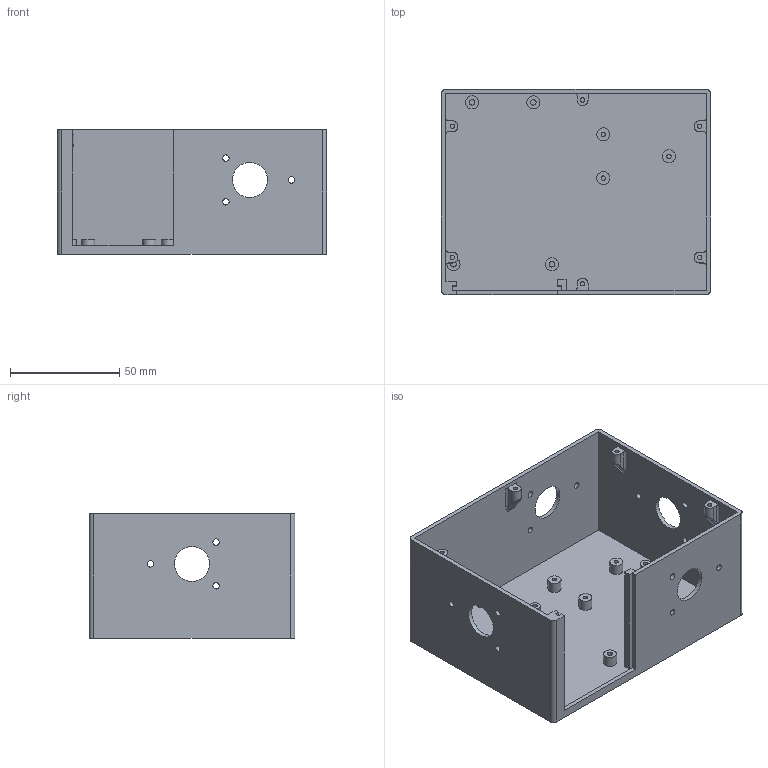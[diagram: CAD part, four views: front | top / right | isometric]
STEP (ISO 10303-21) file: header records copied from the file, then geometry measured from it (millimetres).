
FILE_DESCRIPTION(/* description */ ('STEP AP242','CAx-IF Rec.Pracs.---Representation and Presentation of Product Manufacturing Information (PMI)---4.0---2014-10-13','CAx-IF Rec.Pracs.---3D Tessellated Geometry---0.4---2014-09-14','2;1'),/* implementation_level */ '2;1');
FILE_NAME(/* name */ '618eb7a06f595d15abee30a6',/* time_stamp */ '2021-11-12T18:51:13+00:00',/* author */ (''),/* organization */ (''),/* preprocessor_version */ 'ST-DEVELOPER v18.1',/* originating_system */ ' ',/* authorisation */ ' ');
FILE_SCHEMA (('AP242_MANAGED_MODEL_BASED_3D_ENGINEERING_MIM_LF { 1 0 10303 442 1 1 4 }'));
Length unit declared in the file: metre
Products named in the file (1): Part 1
Bounding box: 123 x 94 x 57 mm (x, y, z)
Volume: 67036.7 mm3; surface area: 67520.9 mm2
Topology: 1 solids, 1 shells, 162 faces, 374 edges, 240 vertices
Faces by surface type: cylinder 76, plane 68, bspline 18
Full cylindrical faces by diameter (mm): 2 x9, 2.5 x4, 2.9 x12, 6 x7, 16 x4
Entity records: 4674 total; most frequent: CARTESIAN_POINT 1013, DIRECTION 790, ORIENTED_EDGE 660, EDGE_CURVE 330, AXIS2_PLACEMENT_3D 315, EDGE_LOOP 256, FACE_BOUND 256, VERTEX_POINT 232
